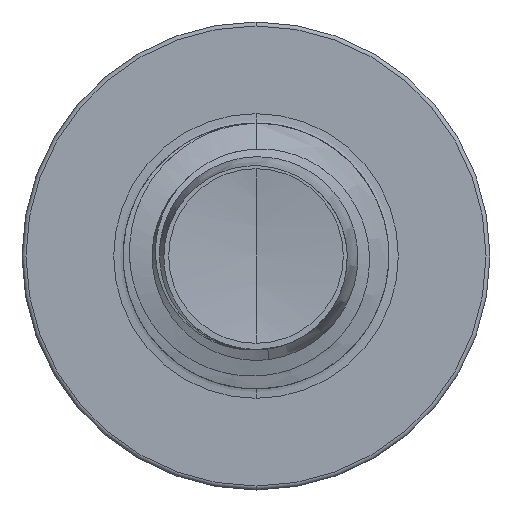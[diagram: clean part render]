
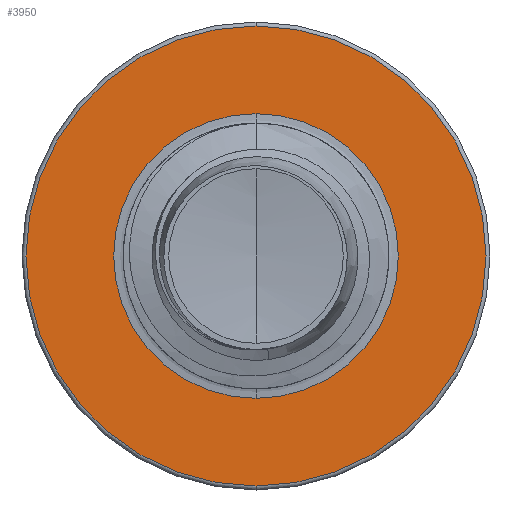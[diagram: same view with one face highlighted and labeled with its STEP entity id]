
A CAD part, front view. The second image highlights one B-rep face of the part: STEP entity #3950.
In plain terms, the highlighted planar face has unit normal (0, -1, 0).
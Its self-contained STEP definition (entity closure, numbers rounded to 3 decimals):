
#2381 = VERTEX_POINT ( 'NONE', #32432 ) ;
#2703 = DIRECTION ( 'NONE',  ( 0., 1., 0. ) ) ;
#3471 = CARTESIAN_POINT ( 'NONE',  ( 0., 16., 0. ) ) ;
#3908 = ORIENTED_EDGE ( 'NONE', *, *, #31499, .F. ) ;
#3950 = ADVANCED_FACE ( 'NONE', ( #15067, #14046 ), #34342, .F. ) ;
#4226 = EDGE_CURVE ( 'NONE', #8215, #15720, #14350, .T. ) ;
#4365 = EDGE_CURVE ( 'NONE', #14772, #2381, #12425, .T. ) ;
#5356 = CARTESIAN_POINT ( 'NONE',  ( 0., 16., 0. ) ) ;
#5820 = CARTESIAN_POINT ( 'NONE',  ( 0., 16., -4.325 ) ) ;
#6127 = DIRECTION ( 'NONE',  ( 0., 0., 1. ) ) ;
#8008 = DIRECTION ( 'NONE',  ( 0., 0., 1. ) ) ;
#8215 = VERTEX_POINT ( 'NONE', #30487 ) ;
#10148 = CARTESIAN_POINT ( 'NONE',  ( 0., 16., 2.677 ) ) ;
#10503 = DIRECTION ( 'NONE',  ( 0., 1., 0. ) ) ;
#12228 = CIRCLE ( 'NONE', #16886, 2.677 ) ;
#12425 = CIRCLE ( 'NONE', #25628, 2.677 ) ;
#12468 = EDGE_LOOP ( 'NONE', ( #13502, #33161 ) ) ;
#13502 = ORIENTED_EDGE ( 'NONE', *, *, #4365, .T. ) ;
#14046 = FACE_BOUND ( 'NONE', #12468, .T. ) ;
#14194 = ORIENTED_EDGE ( 'NONE', *, *, #4226, .F. ) ;
#14350 = CIRCLE ( 'NONE', #29233, 4.325 ) ;
#14657 = EDGE_CURVE ( 'NONE', #2381, #14772, #12228, .T. ) ;
#14734 = EDGE_LOOP ( 'NONE', ( #14194, #3908 ) ) ;
#14772 = VERTEX_POINT ( 'NONE', #10148 ) ;
#15067 = FACE_OUTER_BOUND ( 'NONE', #14734, .T. ) ;
#15466 = CARTESIAN_POINT ( 'NONE',  ( 0., 16., 0. ) ) ;
#15720 = VERTEX_POINT ( 'NONE', #5820 ) ;
#16886 = AXIS2_PLACEMENT_3D ( 'NONE', #15466, #34115, #18184 ) ;
#18184 = DIRECTION ( 'NONE',  ( 0., 0., 1. ) ) ;
#18659 = CARTESIAN_POINT ( 'NONE',  ( 0., 16., 0. ) ) ;
#21344 = DIRECTION ( 'NONE',  ( 0., 0., 1. ) ) ;
#22130 = DIRECTION ( 'NONE',  ( 0., 1., 0. ) ) ;
#24036 = DIRECTION ( 'NONE',  ( 0., 1., 0. ) ) ;
#25628 = AXIS2_PLACEMENT_3D ( 'NONE', #5356, #24036, #8008 ) ;
#26479 = CARTESIAN_POINT ( 'NONE',  ( 0., 16., -2.677 ) ) ;
#27419 = AXIS2_PLACEMENT_3D ( 'NONE', #26479, #10503, #29184 ) ;
#29184 = DIRECTION ( 'NONE',  ( 0., 0., 1. ) ) ;
#29233 = AXIS2_PLACEMENT_3D ( 'NONE', #18659, #2703, #21344 ) ;
#30487 = CARTESIAN_POINT ( 'NONE',  ( 0., 16., 4.325 ) ) ;
#31499 = EDGE_CURVE ( 'NONE', #15720, #8215, #34493, .T. ) ;
#32432 = CARTESIAN_POINT ( 'NONE',  ( 0., 16., -2.677 ) ) ;
#33161 = ORIENTED_EDGE ( 'NONE', *, *, #14657, .T. ) ;
#33692 = AXIS2_PLACEMENT_3D ( 'NONE', #3471, #22130, #6127 ) ;
#34115 = DIRECTION ( 'NONE',  ( 0., 1., 0. ) ) ;
#34342 = PLANE ( 'NONE',  #27419 ) ;
#34493 = CIRCLE ( 'NONE', #33692, 4.325 ) ;
